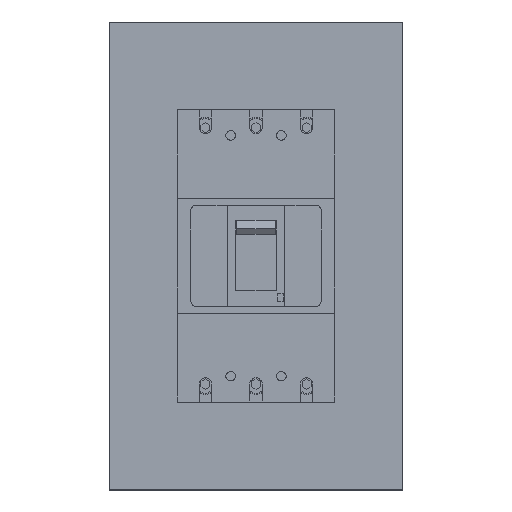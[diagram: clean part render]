
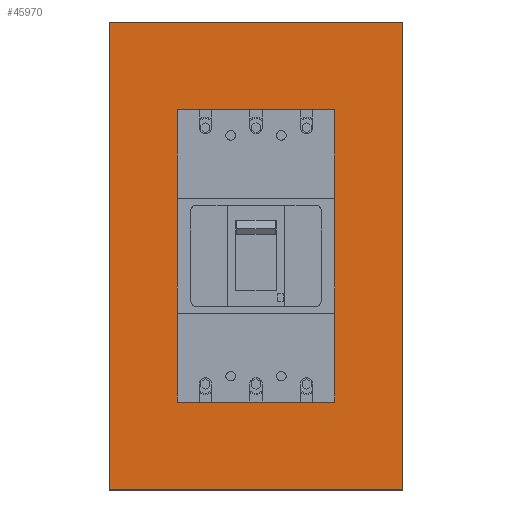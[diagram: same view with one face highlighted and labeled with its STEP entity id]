
A CAD part, top view. The second image highlights one B-rep face of the part: STEP entity #45970.
In plain terms, the highlighted planar face has unit normal (0, 0, 1).
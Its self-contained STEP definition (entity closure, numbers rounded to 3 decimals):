
#43510=CARTESIAN_POINT('',(-65.551,-173.408,-97.));
#43520=VERTEX_POINT('',#43510);
#43690=CARTESIAN_POINT('',(-65.551,-589.408,-97.));
#43700=VERTEX_POINT('',#43690);
#43730=CARTESIAN_POINT('',(-65.551,0.,-97.));
#43740=DIRECTION('',(0.,1.,0.));
#43750=VECTOR('',#43740,1.);
#43760=LINE('',#43730,#43750);
#43770=EDGE_CURVE('',#43700,#43520,#43760,.T.);
#44000=CARTESIAN_POINT('',(-325.551,-589.408,-97.));
#44010=VERTEX_POINT('',#44000);
#44040=CARTESIAN_POINT('',(-125.551,-589.408,-97.));
#44050=DIRECTION('',(-1.,0.,0.));
#44060=VECTOR('',#44050,1.);
#44070=LINE('',#44040,#44060);
#44080=EDGE_CURVE('',#43700,#44010,#44070,.T.);
#45060=CARTESIAN_POINT('',(-325.551,-173.408,-97.));
#45070=VERTEX_POINT('',#45060);
#45120=CARTESIAN_POINT('',(-125.551,-173.408,-97.));
#45130=DIRECTION('',(1.,0.,0.));
#45140=VECTOR('',#45130,1.);
#45150=LINE('',#45120,#45140);
#45160=EDGE_CURVE('',#45070,#43520,#45150,.T.);
#45210=CARTESIAN_POINT('',(-125.551,-589.408,-97.));
#45220=DIRECTION('',(0.,0.,1.));
#45230=DIRECTION('',(0.,1.,0.));
#45240=AXIS2_PLACEMENT_3D('',#45210,#45220,#45230);
#45250=PLANE('',#45240);
#45260=CARTESIAN_POINT('',(-325.551,0.,-97.));
#45270=DIRECTION('',(0.,1.,0.));
#45280=VECTOR('',#45270,1.);
#45290=LINE('',#45260,#45280);
#45300=EDGE_CURVE('',#44010,#45070,#45290,.T.);
#45310=ORIENTED_EDGE('',*,*,#45300,.F.);
#45320=ORIENTED_EDGE('',*,*,#45160,.F.);
#45330=ORIENTED_EDGE('',*,*,#43770,.T.);
#45340=ORIENTED_EDGE('',*,*,#44080,.F.);
#45350=EDGE_LOOP('',(#45340,#45330,#45320,#45310));
#45360=FACE_OUTER_BOUND('',#45350,.T.);
#45370=CARTESIAN_POINT('',(-218.051,-488.408,-97.));
#45380=DIRECTION('',(0.,0.,-1.));
#45390=DIRECTION('',(0.,1.,0.));
#45400=AXIS2_PLACEMENT_3D('',#45370,#45380,#45390);
#45410=CIRCLE('',#45400,2.25);
#45420=CARTESIAN_POINT('',(-218.051,-486.158,-97.));
#45430=VERTEX_POINT('',#45420);
#45440=CARTESIAN_POINT('',(-218.051,-490.658,-97.));
#45450=VERTEX_POINT('',#45440);
#45460=EDGE_CURVE('',#45430,#45450,#45410,.T.);
#45470=ORIENTED_EDGE('',*,*,#45460,.T.);
#45480=EDGE_CURVE('',#45450,#45430,#45410,.T.);
#45490=ORIENTED_EDGE('',*,*,#45480,.T.);
#45500=EDGE_LOOP('',(#45490,#45470));
#45510=FACE_BOUND('',#45500,.T.);
#45520=CARTESIAN_POINT('',(-173.051,-488.408,-97.));
#45530=DIRECTION('',(0.,0.,-1.));
#45540=DIRECTION('',(0.,1.,0.));
#45550=AXIS2_PLACEMENT_3D('',#45520,#45530,#45540);
#45560=CIRCLE('',#45550,2.25);
#45570=CARTESIAN_POINT('',(-173.051,-486.158,-97.));
#45580=VERTEX_POINT('',#45570);
#45590=CARTESIAN_POINT('',(-173.051,-490.658,-97.));
#45600=VERTEX_POINT('',#45590);
#45610=EDGE_CURVE('',#45580,#45600,#45560,.T.);
#45620=ORIENTED_EDGE('',*,*,#45610,.T.);
#45630=EDGE_CURVE('',#45600,#45580,#45560,.T.);
#45640=ORIENTED_EDGE('',*,*,#45630,.T.);
#45650=EDGE_LOOP('',(#45640,#45620));
#45660=FACE_BOUND('',#45650,.T.);
#45670=CARTESIAN_POINT('',(-173.051,-274.408,-97.));
#45680=DIRECTION('',(0.,0.,-1.));
#45690=DIRECTION('',(0.,1.,0.));
#45700=AXIS2_PLACEMENT_3D('',#45670,#45680,#45690);
#45710=CIRCLE('',#45700,2.25);
#45720=CARTESIAN_POINT('',(-173.051,-272.158,-97.));
#45730=VERTEX_POINT('',#45720);
#45740=CARTESIAN_POINT('',(-173.051,-276.658,-97.));
#45750=VERTEX_POINT('',#45740);
#45760=EDGE_CURVE('',#45730,#45750,#45710,.T.);
#45770=ORIENTED_EDGE('',*,*,#45760,.T.);
#45780=EDGE_CURVE('',#45750,#45730,#45710,.T.);
#45790=ORIENTED_EDGE('',*,*,#45780,.T.);
#45800=EDGE_LOOP('',(#45790,#45770));
#45810=FACE_BOUND('',#45800,.T.);
#45820=CARTESIAN_POINT('',(-218.051,-274.408,-97.));
#45830=DIRECTION('',(0.,0.,-1.));
#45840=DIRECTION('',(0.,1.,0.));
#45850=AXIS2_PLACEMENT_3D('',#45820,#45830,#45840);
#45860=CIRCLE('',#45850,2.25);
#45870=CARTESIAN_POINT('',(-218.051,-272.158,-97.));
#45880=VERTEX_POINT('',#45870);
#45890=CARTESIAN_POINT('',(-218.051,-276.658,-97.));
#45900=VERTEX_POINT('',#45890);
#45910=EDGE_CURVE('',#45880,#45900,#45860,.T.);
#45920=ORIENTED_EDGE('',*,*,#45910,.T.);
#45930=EDGE_CURVE('',#45900,#45880,#45860,.T.);
#45940=ORIENTED_EDGE('',*,*,#45930,.T.);
#45950=EDGE_LOOP('',(#45940,#45920));
#45960=FACE_BOUND('',#45950,.T.);
#45970=ADVANCED_FACE('',(#45360,#45510,#45660,#45810,#45960),#45250,.T.)
;
